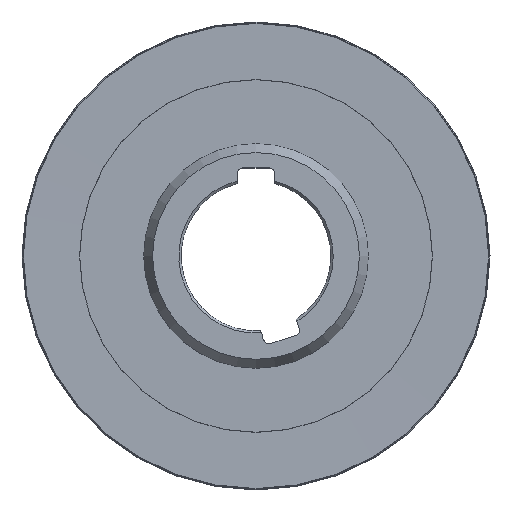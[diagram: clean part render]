
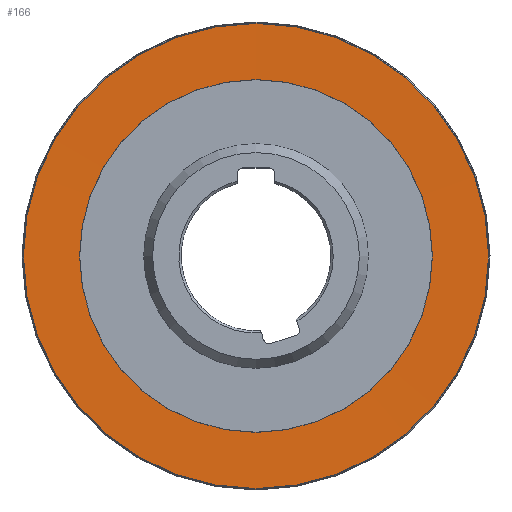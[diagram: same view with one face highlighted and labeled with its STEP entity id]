
A CAD part, top view. The second image highlights one B-rep face of the part: STEP entity #166.
In plain terms, the highlighted face is a revolution surface.
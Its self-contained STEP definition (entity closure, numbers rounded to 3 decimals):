
#137=SURFACE_OF_REVOLUTION('',#149,#143);
#143=AXIS1_PLACEMENT('',#850,#672);
#149=B_SPLINE_CURVE_WITH_KNOTS('',5,(#844,#845,#846,#847,#848,#849),
 .UNSPECIFIED.,.F.,.F.,(6,6),(0.,1.),.UNSPECIFIED.);
#166=ADVANCED_FACE('',(#219,#220),#137,.T.);
#219=FACE_BOUND('',#257,.T.);
#220=FACE_BOUND('',#258,.T.);
#257=EDGE_LOOP('',(#311));
#258=EDGE_LOOP('',(#312));
#311=ORIENTED_EDGE('',*,*,#488,.F.);
#312=ORIENTED_EDGE('',*,*,#487,.T.);
#437=VERTEX_POINT('',#840);
#438=VERTEX_POINT('',#843);
#487=EDGE_CURVE('',#437,#437,#553,.T.);
#488=EDGE_CURVE('',#438,#438,#554,.T.);
#553=CIRCLE('',#590,37.697);
#554=CIRCLE('',#592,49.706);
#590=AXIS2_PLACEMENT_3D('',#839,#666,#667);
#592=AXIS2_PLACEMENT_3D('',#842,#670,#671);
#666=DIRECTION('',(0.,0.,-1.));
#667=DIRECTION('',(-1.,0.,0.));
#670=DIRECTION('',(0.,0.,-1.));
#671=DIRECTION('',(-1.,0.,0.));
#672=DIRECTION('',(0.,0.,-1.));
#839=CARTESIAN_POINT('',(0.,0.,2.89));
#840=CARTESIAN_POINT('',(-37.697,0.,2.89));
#842=CARTESIAN_POINT('',(0.,0.,2.997));
#843=CARTESIAN_POINT('',(-49.706,0.,2.997));
#844=CARTESIAN_POINT('',(37.697,0.,2.89));
#845=CARTESIAN_POINT('',(40.098,0.,2.911));
#846=CARTESIAN_POINT('',(42.5,0.,2.933));
#847=CARTESIAN_POINT('',(44.902,0.,2.954));
#848=CARTESIAN_POINT('',(47.304,0.,2.976));
#849=CARTESIAN_POINT('',(49.706,0.,2.997));
#850=CARTESIAN_POINT('',(0.,0.,0.));
